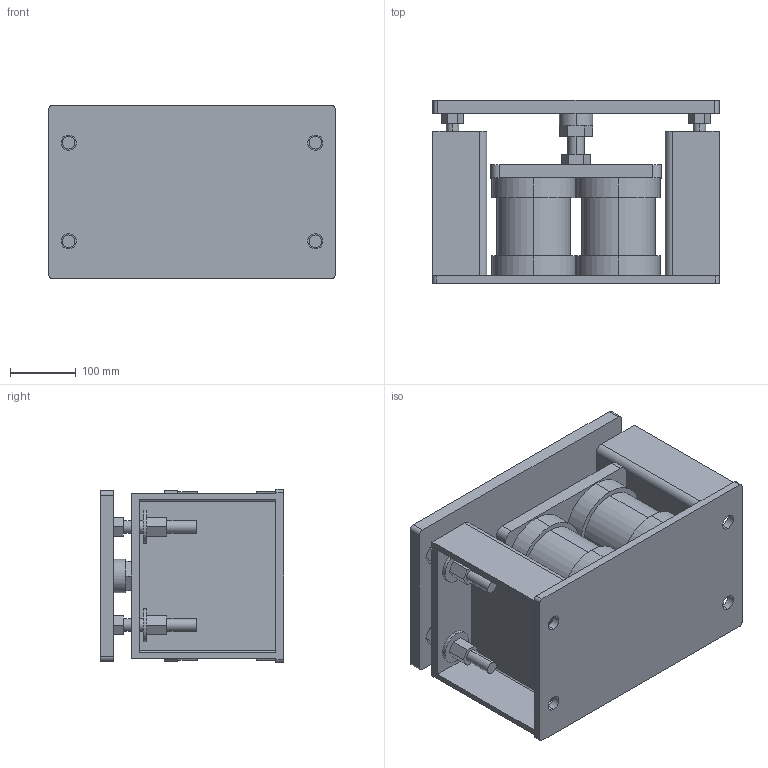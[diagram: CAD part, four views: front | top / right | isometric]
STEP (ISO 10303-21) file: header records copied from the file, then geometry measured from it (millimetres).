
FILE_DESCRIPTION (( 'STEP AP203' ), '1' );
FILE_NAME ('SMRF-4-500 Rev C.STEP', '2023-05-25T20:04:00', ( '' ), ( '' ), 'SwSTEP 2.0', 'SolidWorks 2016', '' );
FILE_SCHEMA (( 'CONFIG_CONTROL_DESIGN' ));
Length unit declared in the file: inch
Products named in the file (1): SMRF-4-500 Rev C
Bounding box: 436 x 279.4 x 264 mm (x, y, z)
Volume: 13813525.3 mm3; surface area: 1271724.8 mm2
Topology: 1 solids, 1 shells, 226 faces, 552 edges, 364 vertices
Faces by surface type: plane 138, cylinder 88
Entity records: 6791 total; most frequent: DIRECTION 1194, CARTESIAN_POINT 1143, ORIENTED_EDGE 1104, EDGE_CURVE 552, AXIS2_PLACEMENT_3D 415, VECTOR 364, VERTEX_POINT 364, LINE 364
